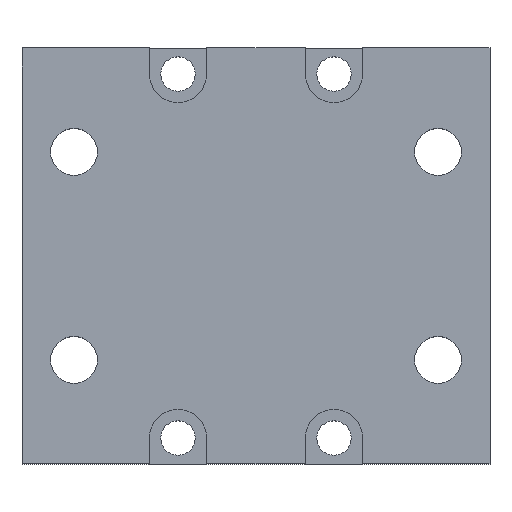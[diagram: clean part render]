
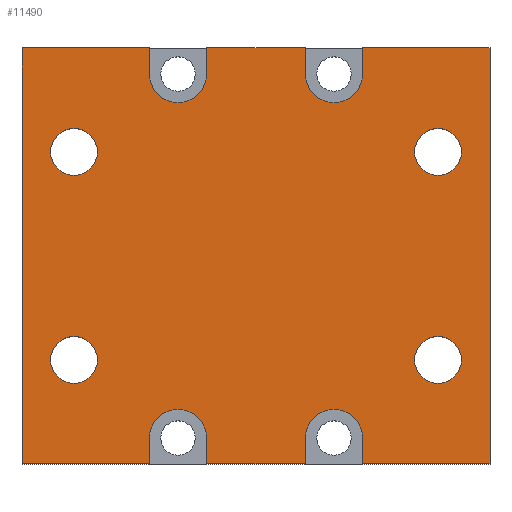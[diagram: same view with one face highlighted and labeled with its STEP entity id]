
A CAD part, top view. The second image highlights one B-rep face of the part: STEP entity #11490.
In plain terms, the highlighted face is planar.
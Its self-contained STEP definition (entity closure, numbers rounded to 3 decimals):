
#2020=CARTESIAN_POINT('',(-1300.454,-835.,
2201.263));
#2030=VERTEX_POINT('',#2020);
#2060=CARTESIAN_POINT('',(-1295.954,-835.,
2201.263));
#2070=DIRECTION('',(0.,1.,0.));
#2080=DIRECTION('',(-1.,0.,0.));
#2090=AXIS2_PLACEMENT_3D('',#2060,#2070,#2080);
#2100=CIRCLE('',#2090,4.5);
#2110=CARTESIAN_POINT('',(-1291.454,-835.,
2201.263));
#2120=VERTEX_POINT('',#2110);
#2130=EDGE_CURVE('',#2120,#2030,#2100,.T.);
#2860=CARTESIAN_POINT('',(-1310.454,-835.,1017.5));
#2870=DIRECTION('',(0.,0.,-1.));
#2880=VECTOR('',#2870,1.);
#2890=LINE('',#2860,#2880);
#2900=CARTESIAN_POINT('',(-1310.454,-835.,
2146.263));
#2910=VERTEX_POINT('',#2900);
#2920=CARTESIAN_POINT('',(-1310.454,-835.,
2141.263));
#2930=VERTEX_POINT('',#2920);
#2940=EDGE_CURVE('',#2910,#2930,#2890,.T.);
#3170=CARTESIAN_POINT('',(-1315.954,-835.,
2146.263));
#3180=DIRECTION('',(0.,1.,0.));
#3190=DIRECTION('',(-1.,0.,0.));
#3200=AXIS2_PLACEMENT_3D('',#3170,#3180,#3190);
#3210=CIRCLE('',#3200,5.5);
#3220=CARTESIAN_POINT('',(-1321.454,-835.,
2146.263));
#3230=VERTEX_POINT('',#3220);
#3240=EDGE_CURVE('',#3230,#2910,#3210,.T.);
#3420=CARTESIAN_POINT('',(-1321.454,-835.,1017.5));
#3430=DIRECTION('',(0.,0.,1.));
#3440=VECTOR('',#3430,1.);
#3450=LINE('',#3420,#3440);
#3460=CARTESIAN_POINT('',(-1321.454,-835.,
2141.263));
#3470=VERTEX_POINT('',#3460);
#3480=EDGE_CURVE('',#3470,#3230,#3450,.T.);
#3660=CARTESIAN_POINT('',(-1340.454,-835.,1017.5));
#3670=DIRECTION('',(0.,0.,-1.));
#3680=VECTOR('',#3670,1.);
#3690=LINE('',#3660,#3680);
#3700=CARTESIAN_POINT('',(-1340.454,-835.,
2146.263));
#3710=VERTEX_POINT('',#3700);
#3720=CARTESIAN_POINT('',(-1340.454,-835.,
2141.263));
#3730=VERTEX_POINT('',#3720);
#3740=EDGE_CURVE('',#3710,#3730,#3690,.T.);
#4740=CARTESIAN_POINT('',(-1345.954,-835.,
2146.263));
#4750=DIRECTION('',(0.,1.,0.));
#4760=DIRECTION('',(-1.,0.,0.));
#4770=AXIS2_PLACEMENT_3D('',#4740,#4750,#4760);
#4780=CIRCLE('',#4770,5.5);
#4790=CARTESIAN_POINT('',(-1345.954,-835.,
2151.763));
#4800=VERTEX_POINT('',#4790);
#4810=EDGE_CURVE('',#4800,#3710,#4780,.T.);
#5130=EDGE_CURVE('',#2030,#2120,#2100,.T.);
#5400=CARTESIAN_POINT('',(-1375.954,-835.,
2221.263));
#5410=VERTEX_POINT('',#5400);
#5440=CARTESIAN_POINT('',(-1277.5,-835.,
2221.263));
#5450=DIRECTION('',(-1.,0.,0.));
#5460=VECTOR('',#5450,1.);
#5470=LINE('',#5440,#5460);
#5480=CARTESIAN_POINT('',(-1351.454,-835.,
2221.263));
#5490=VERTEX_POINT('',#5480);
#5500=EDGE_CURVE('',#5490,#5410,#5470,.T.);
#5720=CARTESIAN_POINT('',(-1340.454,-835.,
2221.263));
#5730=VERTEX_POINT('',#5720);
#5760=CARTESIAN_POINT('',(-1275.954,-835.,
2221.263));
#5770=DIRECTION('',(-1.,0.,0.));
#5780=VECTOR('',#5770,1.);
#5790=LINE('',#5760,#5780);
#5800=CARTESIAN_POINT('',(-1321.454,-835.,
2221.263));
#5810=VERTEX_POINT('',#5800);
#5820=EDGE_CURVE('',#5810,#5730,#5790,.T.);
#6040=CARTESIAN_POINT('',(-1310.454,-835.,
2221.263));
#6050=VERTEX_POINT('',#6040);
#6080=CARTESIAN_POINT('',(-1285.954,-835.,
2221.263));
#6090=VERTEX_POINT('',#6080);
#6100=EDGE_CURVE('',#6090,#6050,#5790,.T.);
#6280=CARTESIAN_POINT('',(-1285.954,-835.,
2181.263));
#6290=DIRECTION('',(0.,0.,1.));
#6300=VECTOR('',#6290,1.);
#6310=LINE('',#6280,#6300);
#6320=CARTESIAN_POINT('',(-1285.954,-835.,
2141.263));
#6330=VERTEX_POINT('',#6320);
#6340=EDGE_CURVE('',#6330,#6090,#6310,.T.);
#6520=CARTESIAN_POINT('',(-1350.954,-835.,
2141.263));
#6530=DIRECTION('',(1.,0.,0.));
#6540=VECTOR('',#6530,1.);
#6550=LINE('',#6520,#6540);
#6560=EDGE_CURVE('',#2930,#6330,#6550,.T.);
#6610=EDGE_CURVE('',#3730,#3470,#6550,.T.);
#6690=CARTESIAN_POINT('',(-1351.454,-835.,
2141.263));
#6700=VERTEX_POINT('',#6690);
#6730=CARTESIAN_POINT('',(-1277.5,-835.,
2141.263));
#6740=DIRECTION('',(1.,0.,0.));
#6750=VECTOR('',#6740,1.);
#6760=LINE('',#6730,#6750);
#6770=CARTESIAN_POINT('',(-1375.954,-835.,
2141.263));
#6780=VERTEX_POINT('',#6770);
#6790=EDGE_CURVE('',#6780,#6700,#6760,.T.);
#7880=CARTESIAN_POINT('',(-1361.454,-835.,
2201.263));
#7890=VERTEX_POINT('',#7880);
#7920=CARTESIAN_POINT('',(-1365.954,-835.,
2201.263));
#7930=DIRECTION('',(0.,1.,0.));
#7940=DIRECTION('',(1.,0.,0.));
#7950=AXIS2_PLACEMENT_3D('',#7920,#7930,#7940);
#7960=CIRCLE('',#7950,4.5);
#7970=CARTESIAN_POINT('',(-1370.454,-835.,
2201.263));
#7980=VERTEX_POINT('',#7970);
#7990=EDGE_CURVE('',#7980,#7890,#7960,.T.);
#8160=CARTESIAN_POINT('',(-1345.954,-835.,
2216.263));
#8170=DIRECTION('',(0.,1.,0.));
#8180=DIRECTION('',(-1.,0.,0.));
#8190=AXIS2_PLACEMENT_3D('',#8160,#8170,#8180);
#8200=CIRCLE('',#8190,5.5);
#8210=CARTESIAN_POINT('',(-1340.454,-835.,
2216.263));
#8220=VERTEX_POINT('',#8210);
#8230=CARTESIAN_POINT('',(-1345.954,-835.,
2210.763));
#8240=VERTEX_POINT('',#8230);
#8250=EDGE_CURVE('',#8220,#8240,#8200,.T.);
#8480=CARTESIAN_POINT('',(-1340.454,-835.,1057.5));
#8490=DIRECTION('',(0.,0.,-1.));
#8500=VECTOR('',#8490,1.);
#8510=LINE('',#8480,#8500);
#8520=EDGE_CURVE('',#5730,#8220,#8510,.T.);
#9020=CARTESIAN_POINT('',(-1321.454,-835.,1057.5));
#9030=DIRECTION('',(0.,0.,1.));
#9040=VECTOR('',#9030,1.);
#9050=LINE('',#9020,#9040);
#9060=CARTESIAN_POINT('',(-1321.454,-835.,
2216.263));
#9070=VERTEX_POINT('',#9060);
#9080=EDGE_CURVE('',#9070,#5810,#9050,.T.);
#9260=CARTESIAN_POINT('',(-1315.954,-835.,
2216.263));
#9270=DIRECTION('',(0.,1.,0.));
#9280=DIRECTION('',(-1.,0.,0.));
#9290=AXIS2_PLACEMENT_3D('',#9260,#9270,#9280);
#9300=CIRCLE('',#9290,5.5);
#9310=CARTESIAN_POINT('',(-1310.454,-835.,
2216.263));
#9320=VERTEX_POINT('',#9310);
#9330=EDGE_CURVE('',#9320,#9070,#9300,.T.);
#9510=CARTESIAN_POINT('',(-1310.454,-835.,1057.5));
#9520=DIRECTION('',(0.,0.,-1.));
#9530=VECTOR('',#9520,1.);
#9540=LINE('',#9510,#9530);
#9550=EDGE_CURVE('',#6050,#9320,#9540,.T.);
#9920=EDGE_CURVE('',#7890,#7980,#7960,.T.);
#10290=CARTESIAN_POINT('',(-1351.454,-835.,1057.5));
#10300=DIRECTION('',(0.,0.,-1.));
#10310=VECTOR('',#10300,1.);
#10320=LINE('',#10290,#10310);
#10330=CARTESIAN_POINT('',(-1351.454,-835.,
2216.263));
#10340=VERTEX_POINT('',#10330);
#10350=EDGE_CURVE('',#5490,#10340,#10320,.T.);
#10510=CARTESIAN_POINT('',(-1345.954,-835.,
2216.263));
#10520=DIRECTION('',(0.,1.,0.));
#10530=DIRECTION('',(-1.,0.,0.));
#10540=AXIS2_PLACEMENT_3D('',#10510,#10520,#10530);
#10550=CIRCLE('',#10540,5.5);
#10560=EDGE_CURVE('',#8240,#10340,#10550,.T.);
#10640=CARTESIAN_POINT('',(-1313.454,-835.,
2201.263));
#10650=DIRECTION('',(0.,1.,-0.));
#10660=DIRECTION('',(-1.,0.,0.));
#10670=AXIS2_PLACEMENT_3D('',#10640,#10650,#10660);
#10680=PLANE('',#10670);
#10690=ORIENTED_EDGE('',*,*,#5130,.F.);
#10700=ORIENTED_EDGE('',*,*,#2130,.F.);
#10710=EDGE_LOOP('',(#10700,#10690));
#10720=FACE_BOUND('',#10710,.T.);
#10730=ORIENTED_EDGE('',*,*,#9920,.F.);
#10740=ORIENTED_EDGE('',*,*,#7990,.F.);
#10750=EDGE_LOOP('',(#10740,#10730));
#10760=FACE_BOUND('',#10750,.T.);
#10770=CARTESIAN_POINT('',(-1345.954,-835.,
2146.263));
#10780=DIRECTION('',(0.,-1.,0.));
#10790=DIRECTION('',(1.,0.,0.));
#10800=AXIS2_PLACEMENT_3D('',#10770,#10780,#10790);
#10810=CIRCLE('',#10800,5.5);
#10820=CARTESIAN_POINT('',(-1351.454,-835.,
2146.263));
#10830=VERTEX_POINT('',#10820);
#10840=EDGE_CURVE('',#4800,#10830,#10810,.T.);
#10850=ORIENTED_EDGE('',*,*,#10840,.T.);
#10860=ORIENTED_EDGE('',*,*,#4810,.F.);
#10870=ORIENTED_EDGE('',*,*,#3740,.F.);
#10880=ORIENTED_EDGE('',*,*,#6610,.F.);
#10890=ORIENTED_EDGE('',*,*,#3480,.F.);
#10900=ORIENTED_EDGE('',*,*,#3240,.F.);
#10910=ORIENTED_EDGE('',*,*,#2940,.F.);
#10920=ORIENTED_EDGE('',*,*,#6560,.F.);
#10930=ORIENTED_EDGE('',*,*,#6340,.F.);
#10940=ORIENTED_EDGE('',*,*,#6100,.F.);
#10950=ORIENTED_EDGE('',*,*,#9550,.F.);
#10960=ORIENTED_EDGE('',*,*,#9330,.F.);
#10970=ORIENTED_EDGE('',*,*,#9080,.F.);
#10980=ORIENTED_EDGE('',*,*,#5820,.F.);
#10990=ORIENTED_EDGE('',*,*,#8520,.F.);
#11000=ORIENTED_EDGE('',*,*,#8250,.F.);
#11010=ORIENTED_EDGE('',*,*,#10560,.F.);
#11020=ORIENTED_EDGE('',*,*,#10350,.T.);
#11030=ORIENTED_EDGE('',*,*,#5500,.F.);
#11040=CARTESIAN_POINT('',(-1375.954,-835.,1057.5));
#11050=DIRECTION('',(0.,0.,-1.));
#11060=VECTOR('',#11050,1.);
#11070=LINE('',#11040,#11060);
#11080=EDGE_CURVE('',#5410,#6780,#11070,.T.);
#11090=ORIENTED_EDGE('',*,*,#11080,.F.);
#11100=ORIENTED_EDGE('',*,*,#6790,.F.);
#11110=CARTESIAN_POINT('',(-1351.454,-835.,1017.5));
#11120=DIRECTION('',(0.,0.,1.));
#11130=VECTOR('',#11120,1.);
#11140=LINE('',#11110,#11130);
#11150=EDGE_CURVE('',#6700,#10830,#11140,.T.);
#11160=ORIENTED_EDGE('',*,*,#11150,.F.);
#11170=EDGE_LOOP('',(#11160,#11100,#11090,#11030,#11020,#11010,#11000,
#10990,#10980,#10970,#10960,#10950,#10940,#10930,#10920,#10910,#10900,
#10890,#10880,#10870,#10860,#10850));
#11180=FACE_OUTER_BOUND('',#11170,.T.);
#11190=CARTESIAN_POINT('',(-1365.954,-835.,
2161.263));
#11200=DIRECTION('',(0.,1.,0.));
#11210=DIRECTION('',(1.,0.,0.));
#11220=AXIS2_PLACEMENT_3D('',#11190,#11200,#11210);
#11230=CIRCLE('',#11220,4.5);
#11240=CARTESIAN_POINT('',(-1361.454,-835.,
2161.263));
#11250=VERTEX_POINT('',#11240);
#11260=CARTESIAN_POINT('',(-1370.454,-835.,
2161.263));
#11270=VERTEX_POINT('',#11260);
#11280=EDGE_CURVE('',#11250,#11270,#11230,.T.);
#11290=ORIENTED_EDGE('',*,*,#11280,.F.);
#11300=EDGE_CURVE('',#11270,#11250,#11230,.T.);
#11310=ORIENTED_EDGE('',*,*,#11300,.F.);
#11320=EDGE_LOOP('',(#11310,#11290));
#11330=FACE_BOUND('',#11320,.T.);
#11340=CARTESIAN_POINT('',(-1295.954,-835.,
2161.263));
#11350=DIRECTION('',(0.,1.,0.));
#11360=DIRECTION('',(1.,0.,0.));
#11370=AXIS2_PLACEMENT_3D('',#11340,#11350,#11360);
#11380=CIRCLE('',#11370,4.5);
#11390=CARTESIAN_POINT('',(-1291.454,-835.,
2161.263));
#11400=VERTEX_POINT('',#11390);
#11410=CARTESIAN_POINT('',(-1300.454,-835.,
2161.263));
#11420=VERTEX_POINT('',#11410);
#11430=EDGE_CURVE('',#11400,#11420,#11380,.T.);
#11440=ORIENTED_EDGE('',*,*,#11430,.F.);
#11450=EDGE_CURVE('',#11420,#11400,#11380,.T.);
#11460=ORIENTED_EDGE('',*,*,#11450,.F.);
#11470=EDGE_LOOP('',(#11460,#11440));
#11480=FACE_BOUND('',#11470,.T.);
#11490=ADVANCED_FACE('',(#10720,#10760,#11180,#11330,#11480),#10680,.T.)
;
